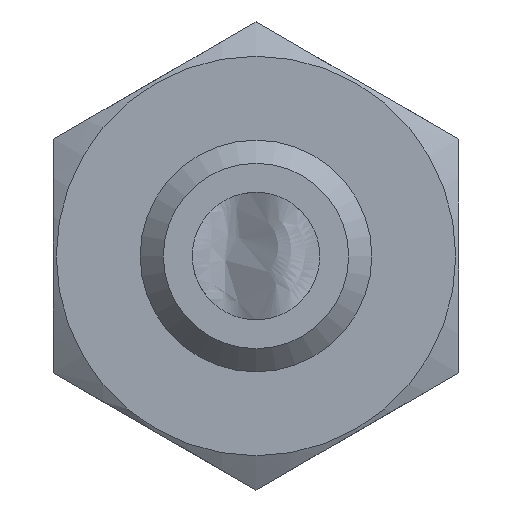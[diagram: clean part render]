
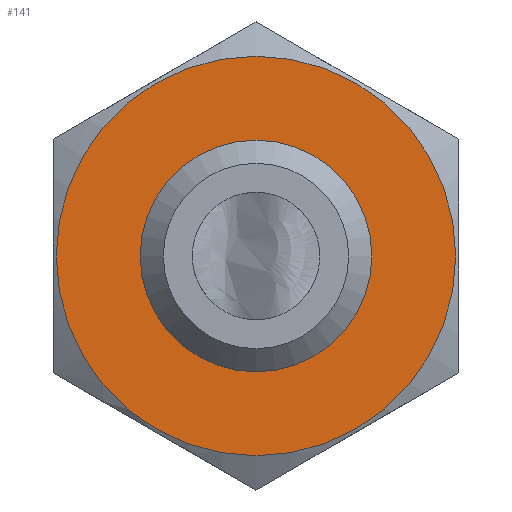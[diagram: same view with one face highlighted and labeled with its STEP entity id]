
A CAD part, front view. The second image highlights one B-rep face of the part: STEP entity #141.
In plain terms, the highlighted planar face has unit normal (0, -1, 0).
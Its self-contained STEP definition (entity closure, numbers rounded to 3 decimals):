
#83 = CIRCLE ( 'NONE', #184, 3.45 ) ;
#125 = ORIENTED_EDGE ( 'NONE', *, *, #606, .T. ) ;
#141 = ADVANCED_FACE ( 'NONE', ( #216 ), #826, .T. ) ;
#184 = AXIS2_PLACEMENT_3D ( 'NONE', #278, #828, #613 ) ;
#216 = FACE_OUTER_BOUND ( 'NONE', #877, .T. ) ;
#278 = CARTESIAN_POINT ( 'NONE',  ( 0., 1.841, 0. ) ) ;
#303 = DIRECTION ( 'NONE',  ( 1., 0., 0. ) ) ;
#430 = VERTEX_POINT ( 'NONE', #728 ) ;
#606 = EDGE_CURVE ( 'NONE', #430, #430, #83, .T. ) ;
#613 = DIRECTION ( 'NONE',  ( 0., 0., 1. ) ) ;
#652 = AXIS2_PLACEMENT_3D ( 'NONE', #748, #696, #303 ) ;
#696 = DIRECTION ( 'NONE',  ( 0., -1., 0. ) ) ;
#728 = CARTESIAN_POINT ( 'NONE',  ( 0., 1.841, 3.45 ) ) ;
#748 = CARTESIAN_POINT ( 'NONE',  ( -3.59, 1.841, -3.588 ) ) ;
#826 = PLANE ( 'NONE',  #652 ) ;
#828 = DIRECTION ( 'NONE',  ( 0., -1., 0. ) ) ;
#877 = EDGE_LOOP ( 'NONE', ( #125 ) ) ;
